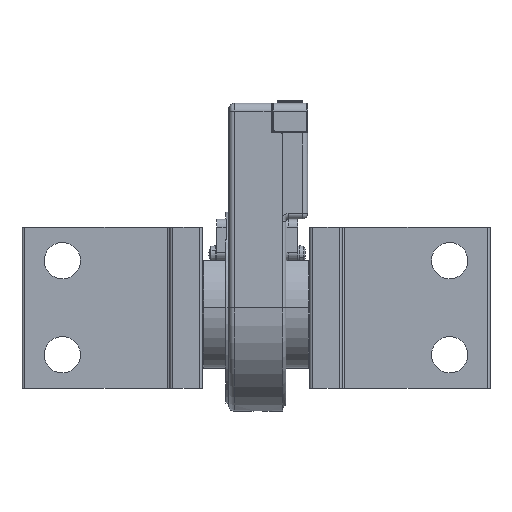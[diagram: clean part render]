
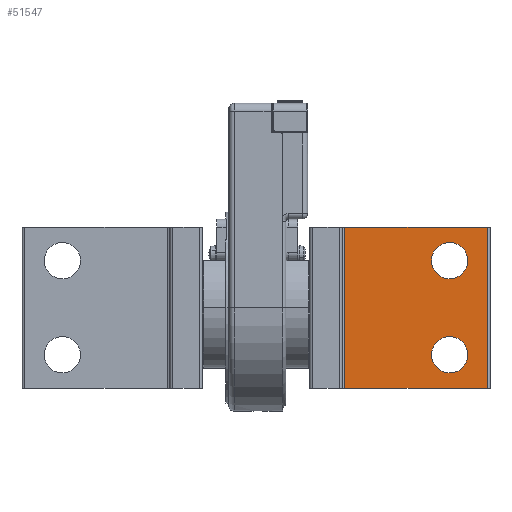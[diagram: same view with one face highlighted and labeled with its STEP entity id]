
A CAD part, left-side view. The second image highlights one B-rep face of the part: STEP entity #51547.
In plain terms, the highlighted planar face has unit normal (-1, 0, 0).
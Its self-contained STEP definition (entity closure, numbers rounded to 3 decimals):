
#50536=CARTESIAN_POINT('Vertex',(-5.,-62.826,19.536)) ;
#50550=CARTESIAN_POINT('Vertex',(-5.,-74.674,13.064)) ;
#50553=CARTESIAN_POINT('Axis2P3D Location',(-5.,-68.75,16.3)) ;
#50570=CARTESIAN_POINT('Axis2P3D Location',(-5.,-68.75,16.3)) ;
#51169=CARTESIAN_POINT('Vertex',(-5.,-62.826,-15.464)) ;
#51183=CARTESIAN_POINT('Vertex',(-5.,-74.674,-21.936)) ;
#51186=CARTESIAN_POINT('Axis2P3D Location',(-5.,-68.75,-18.7)) ;
#51203=CARTESIAN_POINT('Axis2P3D Location',(-5.,-68.75,-18.7)) ;
#51295=CARTESIAN_POINT('Vertex',(-5.,-82.75,28.8)) ;
#51298=CARTESIAN_POINT('Line Origine',(-5.,-82.75,-1.2)) ;
#51302=CARTESIAN_POINT('Vertex',(-5.,-82.75,-31.2)) ;
#51429=CARTESIAN_POINT('Line Origine',(-5.,-56.25,-31.2)) ;
#51433=CARTESIAN_POINT('Vertex',(-5.,-29.75,-31.2)) ;
#51471=CARTESIAN_POINT('Vertex',(-5.,-29.75,28.8)) ;
#51474=CARTESIAN_POINT('Line Origine',(-5.,-56.25,28.8)) ;
#51523=CARTESIAN_POINT('Axis2P3D Location',(-5.,-16.75,-1.2)) ;
#51528=CARTESIAN_POINT('Line Origine',(-5.,-29.75,-1.2)) ;
#50554=DIRECTION('Axis2P3D Direction',(1.,0.,0.)) ;
#50571=DIRECTION('Axis2P3D Direction',(1.,0.,0.)) ;
#51187=DIRECTION('Axis2P3D Direction',(1.,0.,0.)) ;
#51204=DIRECTION('Axis2P3D Direction',(1.,0.,0.)) ;
#51299=DIRECTION('Vector Direction',(0.,0.,-1.)) ;
#51430=DIRECTION('Vector Direction',(0.,1.,0.)) ;
#51475=DIRECTION('Vector Direction',(0.,-1.,0.)) ;
#51524=DIRECTION('Axis2P3D Direction',(-1.,0.,0.)) ;
#51525=DIRECTION('Axis2P3D XDirection',(0.,-1.,0.)) ;
#51529=DIRECTION('Vector Direction',(0.,0.,1.)) ;
#50555=AXIS2_PLACEMENT_3D('Circle Axis2P3D',#50553,#50554,$) ;
#50572=AXIS2_PLACEMENT_3D('Circle Axis2P3D',#50570,#50571,$) ;
#51188=AXIS2_PLACEMENT_3D('Circle Axis2P3D',#51186,#51187,$) ;
#51205=AXIS2_PLACEMENT_3D('Circle Axis2P3D',#51203,#51204,$) ;
#51526=AXIS2_PLACEMENT_3D('Plane Axis2P3D',#51523,#51524,#51525) ;
#51534=ORIENTED_EDGE('',*,*,#51435,.T.) ;
#51535=ORIENTED_EDGE('',*,*,#51304,.T.) ;
#51536=ORIENTED_EDGE('',*,*,#51478,.T.) ;
#51537=ORIENTED_EDGE('',*,*,#51532,.F.) ;
#51540=ORIENTED_EDGE('',*,*,#51190,.F.) ;
#51541=ORIENTED_EDGE('',*,*,#51207,.F.) ;
#51544=ORIENTED_EDGE('',*,*,#50574,.F.) ;
#51545=ORIENTED_EDGE('',*,*,#50557,.F.) ;
#51542=FACE_BOUND('',#51539,.T.) ;
#51546=FACE_BOUND('',#51543,.T.) ;
#51300=VECTOR('Line Direction',#51299,1.) ;
#51431=VECTOR('Line Direction',#51430,1.) ;
#51476=VECTOR('Line Direction',#51475,1.) ;
#51530=VECTOR('Line Direction',#51529,1.) ;
#51547=ADVANCED_FACE('PartBody',(#51538,#51542,#51546),#51527,.T.) ;
#50556=CIRCLE('generated circle',#50555,6.75) ;
#50573=CIRCLE('generated circle',#50572,6.75) ;
#51189=CIRCLE('generated circle',#51188,6.75) ;
#51206=CIRCLE('generated circle',#51205,6.75) ;
#50557=EDGE_CURVE('',#50551,#50537,#50556,.F.) ;
#50574=EDGE_CURVE('',#50537,#50551,#50573,.F.) ;
#51190=EDGE_CURVE('',#51184,#51170,#51189,.F.) ;
#51207=EDGE_CURVE('',#51170,#51184,#51206,.F.) ;
#51304=EDGE_CURVE('',#51303,#51296,#51301,.F.) ;
#51435=EDGE_CURVE('',#51434,#51303,#51432,.F.) ;
#51478=EDGE_CURVE('',#51296,#51472,#51477,.F.) ;
#51532=EDGE_CURVE('',#51434,#51472,#51531,.T.) ;
#51533=EDGE_LOOP('',(#51534,#51535,#51536,#51537)) ;
#51539=EDGE_LOOP('',(#51540,#51541)) ;
#51543=EDGE_LOOP('',(#51544,#51545)) ;
#51538=FACE_OUTER_BOUND('',#51533,.T.) ;
#51301=LINE('Line',#51298,#51300) ;
#51432=LINE('Line',#51429,#51431) ;
#51477=LINE('Line',#51474,#51476) ;
#51531=LINE('Line',#51528,#51530) ;
#51527=PLANE('',#51526) ;
#50537=VERTEX_POINT('',#50536) ;
#50551=VERTEX_POINT('',#50550) ;
#51170=VERTEX_POINT('',#51169) ;
#51184=VERTEX_POINT('',#51183) ;
#51296=VERTEX_POINT('',#51295) ;
#51303=VERTEX_POINT('',#51302) ;
#51434=VERTEX_POINT('',#51433) ;
#51472=VERTEX_POINT('',#51471) ;
